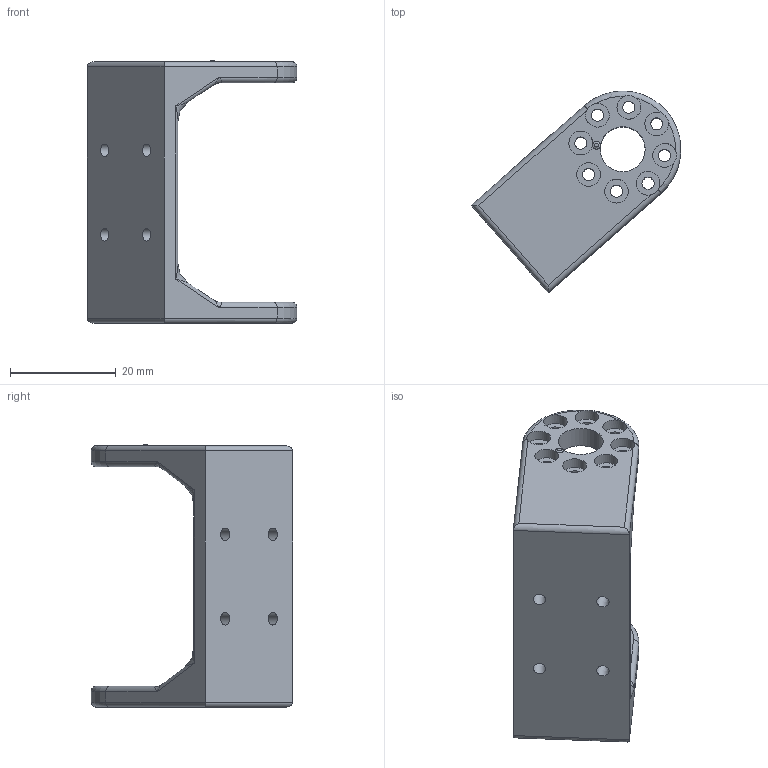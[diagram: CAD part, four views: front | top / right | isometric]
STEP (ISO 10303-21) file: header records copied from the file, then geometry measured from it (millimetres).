
FILE_DESCRIPTION(/* description */ ('STEP AP242','CAx-IF Rec.Pracs.---Representation and Presentation of Product Manufacturing Information (PMI)---4.0---2014-10-13','CAx-IF Rec.Pracs.---3D Tessellated Geometry---0.4---2014-09-14','2;1'),/* implementation_level */ '2;1');
FILE_NAME(/* name */ '6804c39e1158830821d05ecf',/* time_stamp */ '2025-04-20T09:51:27Z',/* author */ (''),/* organization */ (''),/* preprocessor_version */ 'ST-DEVELOPER v20',/* originating_system */ 'ONSHAPE BY PTC INC, 1.196',/* authorisation */ ' ');
FILE_SCHEMA (('AP242_MANAGED_MODEL_BASED_3D_ENGINEERING_MIM_LF { 1 0 10303 442 1 1 4 }'));
Length unit declared in the file: metre
Products named in the file (1): Part 3
Bounding box: 39.65 x 38.09 x 49.7 mm (x, y, z)
Volume: 10250.2 mm3; surface area: 6598.7 mm2
Topology: 1 solids, 1 shells, 112 faces, 265 edges, 158 vertices
Faces by surface type: cylinder 60, plane 31, torus 13, bspline 8
Full cylindrical faces by diameter (mm): 2.3 x16, 2.35 x4, 4.5 x16, 8.5 x2
Entity records: 3094 total; most frequent: CARTESIAN_POINT 649, DIRECTION 536, ORIENTED_EDGE 400, AXIS2_PLACEMENT_3D 245, EDGE_LOOP 214, FACE_BOUND 214, EDGE_CURVE 200, VERTEX_POINT 148
